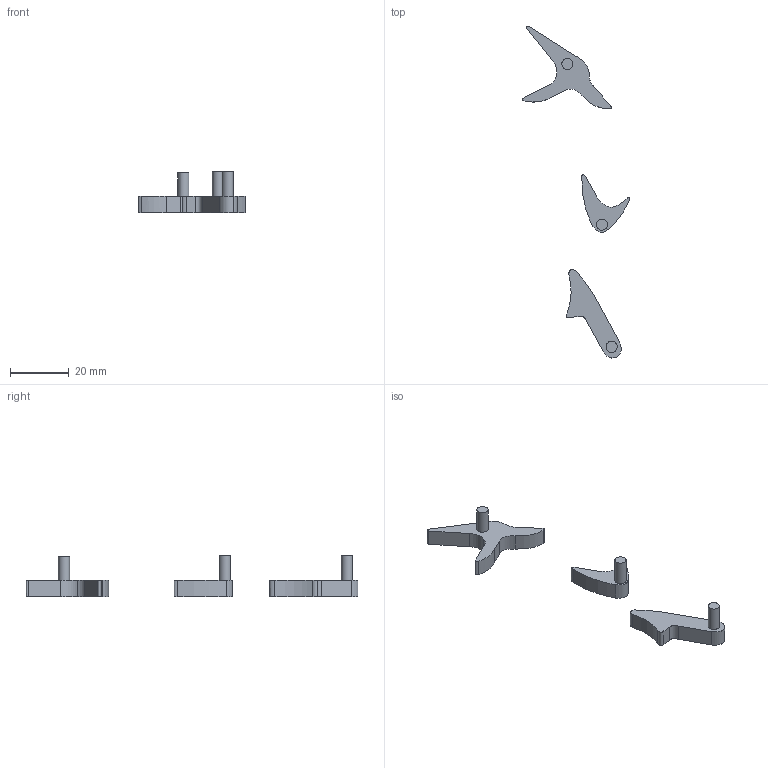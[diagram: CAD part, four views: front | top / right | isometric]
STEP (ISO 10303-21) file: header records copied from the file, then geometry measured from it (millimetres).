
FILE_DESCRIPTION(/* description */ (''),/* implementation_level */ '2;1');
FILE_NAME(/* name */ 'Controls v1 v4.step',/* time_stamp */ '2022-01-06T09:51:07-05:00',/* author */ (''),/* organization */ (''),/* preprocessor_version */ 'ST-DEVELOPER v18.1',/* originating_system */ 'Autodesk Translation Framework v10.10.0.1391',/* authorisation */ '');
FILE_SCHEMA (('AUTOMOTIVE_DESIGN { 1 0 10303 214 3 1 1 }'));
Length unit declared in the file: millimetre
Products named in the file (1): Controls v1
Bounding box: 36.37 x 112.82 x 14 mm (x, y, z)
Volume: 3609.7 mm3; surface area: 2872 mm2
Topology: 3 solids, 3 shells, 44 faces, 105 edges, 70 vertices
Faces by surface type: bspline 24, plane 17, cylinder 3
Full cylindrical faces by diameter (mm): 3.8 x3
Entity records: 2414 total; most frequent: CARTESIAN_POINT 1588, ORIENTED_EDGE 210, EDGE_CURVE 105, DIRECTION 105, VERTEX_POINT 70, LINE 51, VECTOR 51, EDGE_LOOP 47
